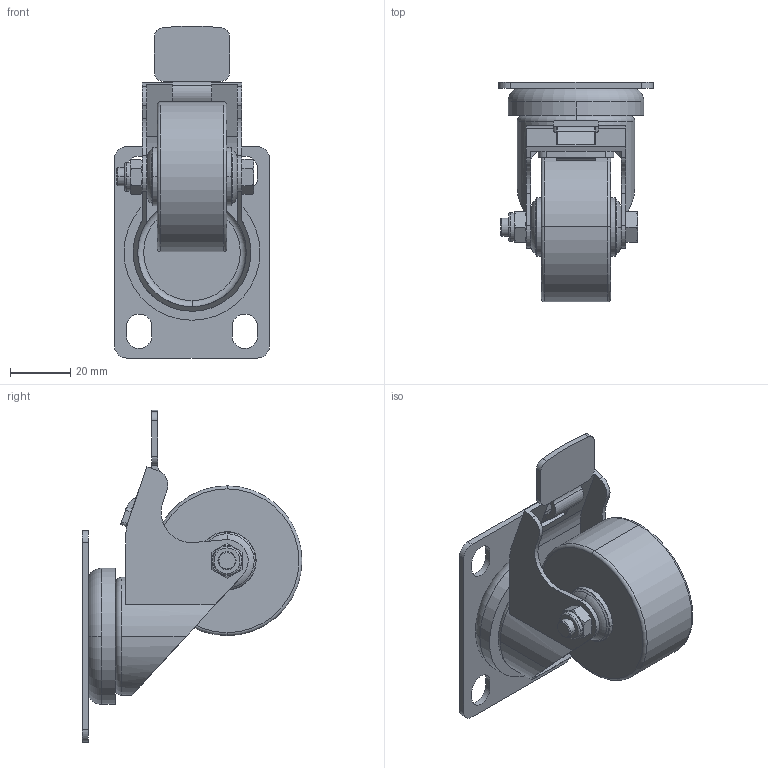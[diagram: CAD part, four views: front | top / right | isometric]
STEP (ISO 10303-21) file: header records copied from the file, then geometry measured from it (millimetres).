
FILE_DESCRIPTION((''),'2;1');
FILE_NAME('SK6-ZZ5073P_ASM','2019-11-05T13:52:22',('Administrator'),(''),'CREO PARAMETRIC BY PTC INC, 2018500','CREO PARAMETRIC BY PTC INC, 2018500','');
FILE_SCHEMA(('CONFIG_CONTROL_DESIGN'));
Length unit declared in the file: millimetre
Products named in the file (4): 6-ZZ5073P-2; 6-ZZ5073P-1; 6-ZZ5073P-3; SK6-ZZ5073P_ASM
Assembly tree (3 placements, depth 2):
  SK6-ZZ5073P_ASM
    6-ZZ5073P-2
    6-ZZ5073P-1
    6-ZZ5073P-3
Bounding box: 51.3 x 72.8 x 109.93 mm (x, y, z)
Volume: 77145.3 mm3; surface area: 30437.6 mm2
Topology: 3 solids, 3 shells, 180 faces, 464 edges, 300 vertices
Faces by surface type: plane 81, cylinder 59, cone 24, torus 16
Entity records: 5773 total; most frequent: CARTESIAN_POINT 1152, DIRECTION 992, ORIENTED_EDGE 928, EDGE_CURVE 464, AXIS2_PLACEMENT_3D 383, VERTEX_POINT 300, VECTOR 226, LINE 226
